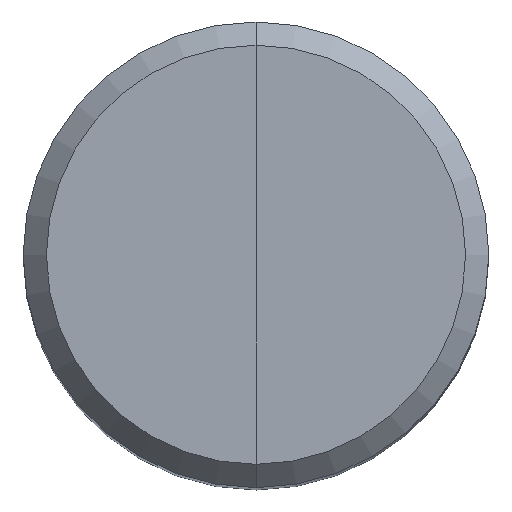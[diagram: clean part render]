
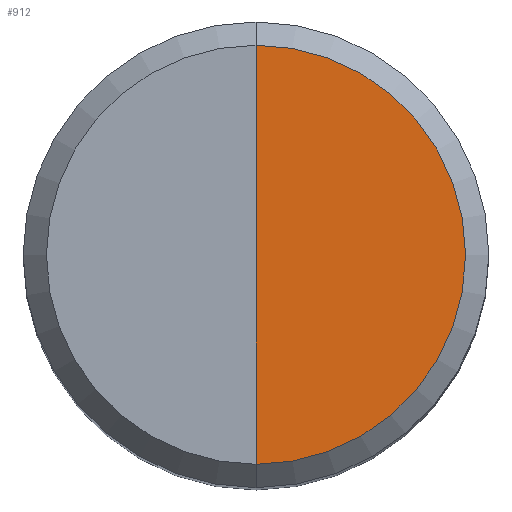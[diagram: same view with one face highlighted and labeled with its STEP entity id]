
A CAD part, top view. The second image highlights one B-rep face of the part: STEP entity #912.
In plain terms, the highlighted planar face has unit normal (0, 0, 1).
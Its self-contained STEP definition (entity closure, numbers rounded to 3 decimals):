
#798 = CONICAL_SURFACE('',#799,10.,0.785);
#799 = AXIS2_PLACEMENT_3D('',#800,#801,#802);
#800 = CARTESIAN_POINT('',(0.,0.,-1.));
#801 = DIRECTION('',(-0.,-0.,-1.));
#802 = DIRECTION('',(0.,-1.,0.));
#836 = VERTEX_POINT('',#837);
#837 = CARTESIAN_POINT('',(0.,9.,0.));
#863 = EDGE_CURVE('',#864,#836,#866,.T.);
#864 = VERTEX_POINT('',#865);
#865 = CARTESIAN_POINT('',(0.,-9.,0.));
#866 = SURFACE_CURVE('',#867,(#872,#879),.PCURVE_S1.);
#867 = CIRCLE('',#868,9.);
#868 = AXIS2_PLACEMENT_3D('',#869,#870,#871);
#869 = CARTESIAN_POINT('',(0.,0.,0.));
#870 = DIRECTION('',(0.,0.,1.));
#871 = DIRECTION('',(0.,-1.,0.));
#872 = PCURVE('',#798,#873);
#873 = DEFINITIONAL_REPRESENTATION('',(#874),#878);
#874 = LINE('',#875,#876);
#875 = CARTESIAN_POINT('',(-0.,-1.));
#876 = VECTOR('',#877,1.);
#877 = DIRECTION('',(-1.,-0.));
#878 = ( GEOMETRIC_REPRESENTATION_CONTEXT(2) 
PARAMETRIC_REPRESENTATION_CONTEXT() REPRESENTATION_CONTEXT('2D SPACE',''
  ) );
#879 = PCURVE('',#880,#885);
#880 = PLANE('',#881);
#881 = AXIS2_PLACEMENT_3D('',#882,#883,#884);
#882 = CARTESIAN_POINT('',(0.,0.,0.));
#883 = DIRECTION('',(0.,0.,1.));
#884 = DIRECTION('',(0.,-1.,0.));
#885 = DEFINITIONAL_REPRESENTATION('',(#886),#890);
#886 = CIRCLE('',#887,9.);
#887 = AXIS2_PLACEMENT_2D('',#888,#889);
#888 = CARTESIAN_POINT('',(0.,0.));
#889 = DIRECTION('',(1.,0.));
#890 = ( GEOMETRIC_REPRESENTATION_CONTEXT(2) 
PARAMETRIC_REPRESENTATION_CONTEXT() REPRESENTATION_CONTEXT('2D SPACE',''
  ) );
#912 = ADVANCED_FACE('',(#913),#880,.T.);
#913 = FACE_BOUND('',#914,.T.);
#914 = EDGE_LOOP('',(#915,#916,#944));
#915 = ORIENTED_EDGE('',*,*,#863,.T.);
#916 = ORIENTED_EDGE('',*,*,#917,.T.);
#917 = EDGE_CURVE('',#836,#918,#920,.T.);
#918 = VERTEX_POINT('',#919);
#919 = CARTESIAN_POINT('',(0.,0.,0.));
#920 = SURFACE_CURVE('',#921,(#925,#932),.PCURVE_S1.);
#921 = LINE('',#922,#923);
#922 = CARTESIAN_POINT('',(0.,9.,0.));
#923 = VECTOR('',#924,1.);
#924 = DIRECTION('',(0.,-1.,0.));
#925 = PCURVE('',#880,#926);
#926 = DEFINITIONAL_REPRESENTATION('',(#927),#931);
#927 = LINE('',#928,#929);
#928 = CARTESIAN_POINT('',(-9.,0.));
#929 = VECTOR('',#930,1.);
#930 = DIRECTION('',(1.,0.));
#931 = ( GEOMETRIC_REPRESENTATION_CONTEXT(2) 
PARAMETRIC_REPRESENTATION_CONTEXT() REPRESENTATION_CONTEXT('2D SPACE',''
  ) );
#932 = PCURVE('',#933,#938);
#933 = PLANE('',#934);
#934 = AXIS2_PLACEMENT_3D('',#935,#936,#937);
#935 = CARTESIAN_POINT('',(0.,0.,0.));
#936 = DIRECTION('',(-0.,-0.,-1.));
#937 = DIRECTION('',(0.,-1.,0.));
#938 = DEFINITIONAL_REPRESENTATION('',(#939),#943);
#939 = LINE('',#940,#941);
#940 = CARTESIAN_POINT('',(-9.,0.));
#941 = VECTOR('',#942,1.);
#942 = DIRECTION('',(1.,0.));
#943 = ( GEOMETRIC_REPRESENTATION_CONTEXT(2) 
PARAMETRIC_REPRESENTATION_CONTEXT() REPRESENTATION_CONTEXT('2D SPACE',''
  ) );
#944 = ORIENTED_EDGE('',*,*,#945,.F.);
#945 = EDGE_CURVE('',#864,#918,#946,.T.);
#946 = SURFACE_CURVE('',#947,(#951,#958),.PCURVE_S1.);
#947 = LINE('',#948,#949);
#948 = CARTESIAN_POINT('',(0.,-9.,0.));
#949 = VECTOR('',#950,1.);
#950 = DIRECTION('',(0.,1.,0.));
#951 = PCURVE('',#880,#952);
#952 = DEFINITIONAL_REPRESENTATION('',(#953),#957);
#953 = LINE('',#954,#955);
#954 = CARTESIAN_POINT('',(9.,0.));
#955 = VECTOR('',#956,1.);
#956 = DIRECTION('',(-1.,0.));
#957 = ( GEOMETRIC_REPRESENTATION_CONTEXT(2) 
PARAMETRIC_REPRESENTATION_CONTEXT() REPRESENTATION_CONTEXT('2D SPACE',''
  ) );
#958 = PCURVE('',#933,#959);
#959 = DEFINITIONAL_REPRESENTATION('',(#960),#964);
#960 = LINE('',#961,#962);
#961 = CARTESIAN_POINT('',(9.,0.));
#962 = VECTOR('',#963,1.);
#963 = DIRECTION('',(-1.,0.));
#964 = ( GEOMETRIC_REPRESENTATION_CONTEXT(2) 
PARAMETRIC_REPRESENTATION_CONTEXT() REPRESENTATION_CONTEXT('2D SPACE',''
  ) );
